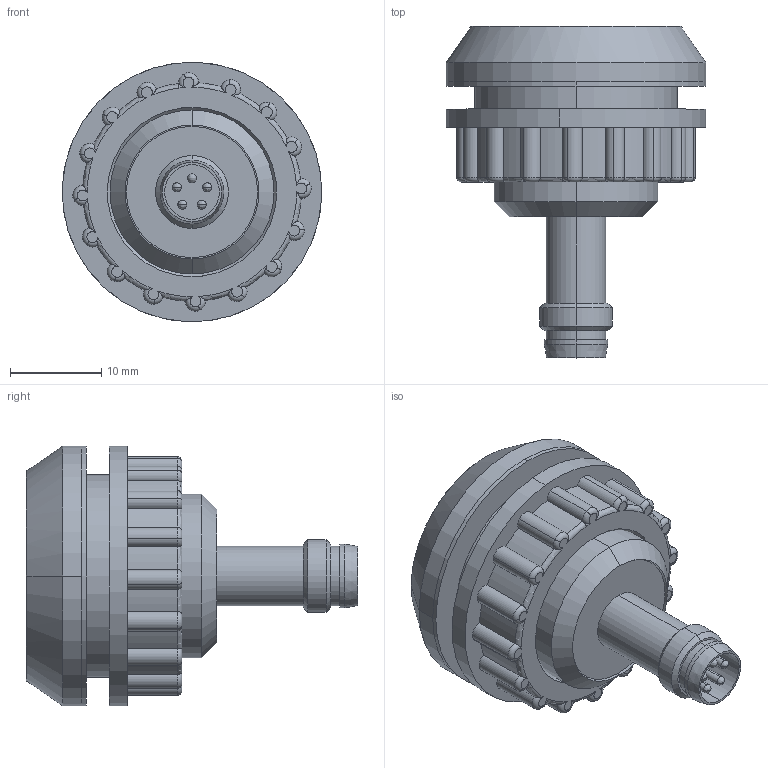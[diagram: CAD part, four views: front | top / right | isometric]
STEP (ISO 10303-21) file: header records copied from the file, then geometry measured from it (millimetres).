
FILE_DESCRIPTION (( 'STEP AP203' ), '1' );
FILE_NAME ('CHT12-159B-64.step', '2020-02-06T12:01:38', ( '' ), ( '' ), 'SwSTEP 2.0', 'SolidWorks 2019', '' );
FILE_SCHEMA (( 'CONFIG_CONTROL_DESIGN' ));
Length unit declared in the file: millimetre
Products named in the file (1): CHT12-159B-64
Bounding box: 28.5 x 36.42 x 28.5 mm (x, y, z)
Volume: 10125.7 mm3; surface area: 7461.8 mm2
Topology: 10 solids, 10 shells, 192 faces, 438 edges, 266 vertices
Faces by surface type: cylinder 91, torus 49, plane 25, cone 16, bspline 11
Entity records: 5827 total; most frequent: CARTESIAN_POINT 1346, DIRECTION 1045, ORIENTED_EDGE 856, AXIS2_PLACEMENT_3D 469, EDGE_CURVE 428, CIRCLE 287, VERTEX_POINT 266, EDGE_LOOP 206
